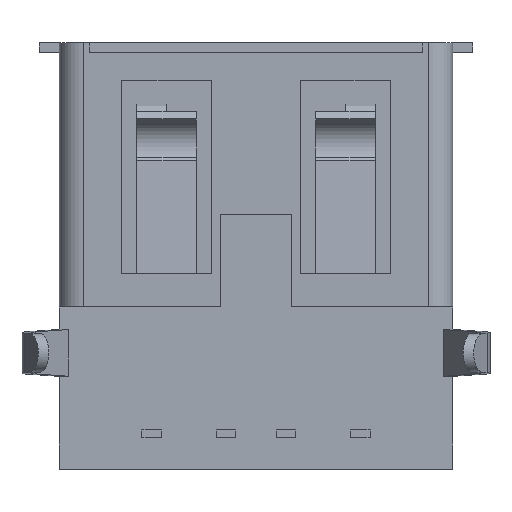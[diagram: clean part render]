
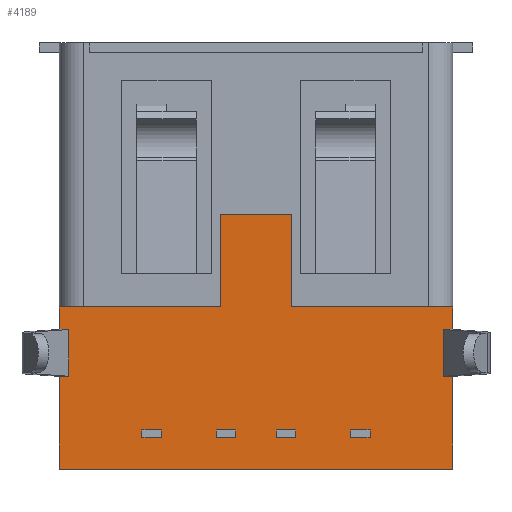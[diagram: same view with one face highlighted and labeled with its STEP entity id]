
A CAD part, front view. The second image highlights one B-rep face of the part: STEP entity #4189.
In plain terms, the highlighted planar face has unit normal (0, -1, 0).
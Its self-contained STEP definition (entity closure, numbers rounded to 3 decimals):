
#259=ORIENTED_EDGE('',*,*,#1479,.F.);
#260=ORIENTED_EDGE('',*,*,#1472,.T.);
#261=ORIENTED_EDGE('',*,*,#1487,.F.);
#262=ORIENTED_EDGE('',*,*,#1412,.T.);
#263=ORIENTED_EDGE('',*,*,#1488,.T.);
#264=ORIENTED_EDGE('',*,*,#1469,.T.);
#265=ORIENTED_EDGE('',*,*,#1475,.T.);
#266=ORIENTED_EDGE('',*,*,#1451,.T.);
#267=ORIENTED_EDGE('',*,*,#1489,.T.);
#268=ORIENTED_EDGE('',*,*,#1417,.F.);
#269=ORIENTED_EDGE('',*,*,#1490,.F.);
#270=ORIENTED_EDGE('',*,*,#1448,.T.);
#271=ORIENTED_EDGE('',*,*,#1483,.F.);
#272=ORIENTED_EDGE('',*,*,#1491,.T.);
#273=ORIENTED_EDGE('',*,*,#1492,.F.);
#274=ORIENTED_EDGE('',*,*,#1493,.F.);
#1412=EDGE_CURVE('',#2030,#2029,#2440,.T.);
#1417=EDGE_CURVE('',#2034,#2032,#2445,.T.);
#1448=EDGE_CURVE('',#2061,#2060,#2470,.T.);
#1451=EDGE_CURVE('',#2063,#2062,#2473,.T.);
#1469=EDGE_CURVE('',#2081,#2080,#2491,.T.);
#1472=EDGE_CURVE('',#2083,#2082,#2494,.T.);
#1475=EDGE_CURVE('',#2080,#2063,#2497,.T.);
#1479=EDGE_CURVE('',#2083,#2087,#2499,.T.);
#1483=EDGE_CURVE('',#2090,#2060,#2502,.T.);
#1487=EDGE_CURVE('',#2030,#2082,#2505,.T.);
#1488=EDGE_CURVE('',#2029,#2081,#2506,.T.);
#1489=EDGE_CURVE('',#2062,#2032,#2507,.T.);
#1490=EDGE_CURVE('',#2061,#2034,#2508,.T.);
#1491=EDGE_CURVE('',#2090,#2093,#2509,.T.);
#1492=EDGE_CURVE('',#2094,#2093,#2510,.T.);
#1493=EDGE_CURVE('',#2087,#2094,#2511,.T.);
#2029=VERTEX_POINT('',#5906);
#2030=VERTEX_POINT('',#5908);
#2032=VERTEX_POINT('',#5913);
#2034=VERTEX_POINT('',#5917);
#2060=VERTEX_POINT('',#5981);
#2061=VERTEX_POINT('',#5983);
#2062=VERTEX_POINT('',#5986);
#2063=VERTEX_POINT('',#5988);
#2080=VERTEX_POINT('',#6023);
#2081=VERTEX_POINT('',#6025);
#2082=VERTEX_POINT('',#6028);
#2083=VERTEX_POINT('',#6030);
#2087=VERTEX_POINT('',#6043);
#2090=VERTEX_POINT('',#6051);
#2093=VERTEX_POINT('',#6063);
#2094=VERTEX_POINT('',#6065);
#2440=LINE('',#5907,#2994);
#2445=LINE('',#5918,#2999);
#2470=LINE('',#5982,#3024);
#2473=LINE('',#5987,#3027);
#2491=LINE('',#6024,#3045);
#2494=LINE('',#6029,#3048);
#2497=LINE('',#6035,#3051);
#2499=LINE('',#6042,#3053);
#2502=LINE('',#6050,#3056);
#2505=LINE('',#6058,#3059);
#2506=LINE('',#6059,#3060);
#2507=LINE('',#6060,#3061);
#2508=LINE('',#6061,#3062);
#2509=LINE('',#6062,#3063);
#2510=LINE('',#6064,#3064);
#2511=LINE('',#6066,#3065);
#2994=VECTOR('',#4766,1000.);
#2999=VECTOR('',#4773,1000.);
#3024=VECTOR('',#4824,1000.);
#3027=VECTOR('',#4827,1000.);
#3045=VECTOR('',#4847,1000.);
#3048=VECTOR('',#4850,1000.);
#3051=VECTOR('',#4855,1000.);
#3053=VECTOR('',#4863,1000.);
#3056=VECTOR('',#4870,1000.);
#3059=VECTOR('',#4877,1000.);
#3060=VECTOR('',#4878,1000.);
#3061=VECTOR('',#4879,1000.);
#3062=VECTOR('',#4880,1000.);
#3063=VECTOR('',#4881,1000.);
#3064=VECTOR('',#4882,1000.);
#3065=VECTOR('',#4883,1000.);
#3548=EDGE_LOOP('',(#259,#260,#261,#262,#263,#264,#265,#266,#267,#268,#269,
#270,#271,#272,#273,#274));
#3778=FACE_BOUND('',#3548,.T.);
#4002=PLANE('',#4460);
#4189=ADVANCED_FACE('',(#3778),#4002,.F.);
#4460=AXIS2_PLACEMENT_3D('',#6057,#4875,#4876);
#4766=DIRECTION('',(0.,0.,-1.));
#4773=DIRECTION('',(0.,0.,-1.));
#4824=DIRECTION('',(0.,0.,1.));
#4827=DIRECTION('',(0.,0.,1.));
#4847=DIRECTION('',(0.,0.,-1.));
#4850=DIRECTION('',(0.,0.,-1.));
#4855=DIRECTION('',(1.,0.,0.));
#4863=DIRECTION('',(1.,0.,0.));
#4870=DIRECTION('',(1.,0.,0.));
#4875=DIRECTION('',(0.,1.,0.));
#4876=DIRECTION('',(0.,0.,1.));
#4877=DIRECTION('',(-1.,0.,0.));
#4878=DIRECTION('',(-1.,0.,0.));
#4879=DIRECTION('',(-1.,0.,0.));
#4880=DIRECTION('',(-1.,0.,0.));
#4881=DIRECTION('',(0.,0.,1.));
#4882=DIRECTION('',(1.,0.,0.));
#4883=DIRECTION('',(0.,0.,1.));
#5906=CARTESIAN_POINT('',(-6.28,0.,-4.04));
#5907=CARTESIAN_POINT('',(-6.28,0.,7.15));
#5908=CARTESIAN_POINT('',(-6.28,0.,-2.46));
#5913=CARTESIAN_POINT('',(6.28,0.,-4.04));
#5917=CARTESIAN_POINT('',(6.28,0.,-2.46));
#5918=CARTESIAN_POINT('',(6.28,0.,7.15));
#5981=CARTESIAN_POINT('',(6.6,0.,-1.71));
#5982=CARTESIAN_POINT('',(6.6,0.,7.15));
#5983=CARTESIAN_POINT('',(6.6,0.,-2.46));
#5986=CARTESIAN_POINT('',(6.6,0.,-4.04));
#5987=CARTESIAN_POINT('',(6.6,0.,7.15));
#5988=CARTESIAN_POINT('',(6.6,0.,-7.15));
#6023=CARTESIAN_POINT('',(-6.6,0.,-7.15));
#6024=CARTESIAN_POINT('',(-6.6,0.,7.15));
#6025=CARTESIAN_POINT('',(-6.6,0.,-4.04));
#6028=CARTESIAN_POINT('',(-6.6,0.,-2.46));
#6029=CARTESIAN_POINT('',(-6.6,0.,7.15));
#6030=CARTESIAN_POINT('',(-6.6,0.,-1.71));
#6035=CARTESIAN_POINT('',(-6.28,0.,-7.15));
#6042=CARTESIAN_POINT('',(-6.28,0.,-1.71));
#6043=CARTESIAN_POINT('',(-1.2,0.,-1.71));
#6050=CARTESIAN_POINT('',(-6.28,0.,-1.71));
#6051=CARTESIAN_POINT('',(1.2,0.,-1.71));
#6057=CARTESIAN_POINT('',(-6.28,0.,7.15));
#6058=CARTESIAN_POINT('',(8.,0.,-2.46));
#6059=CARTESIAN_POINT('',(8.,0.,-4.04));
#6060=CARTESIAN_POINT('',(8.,0.,-4.04));
#6061=CARTESIAN_POINT('',(8.,0.,-2.46));
#6062=CARTESIAN_POINT('',(1.2,0.,-1.71));
#6063=CARTESIAN_POINT('',(1.2,0.,1.39));
#6064=CARTESIAN_POINT('',(-6.28,0.,1.39));
#6065=CARTESIAN_POINT('',(-1.2,0.,1.39));
#6066=CARTESIAN_POINT('',(-1.2,0.,-1.71));
